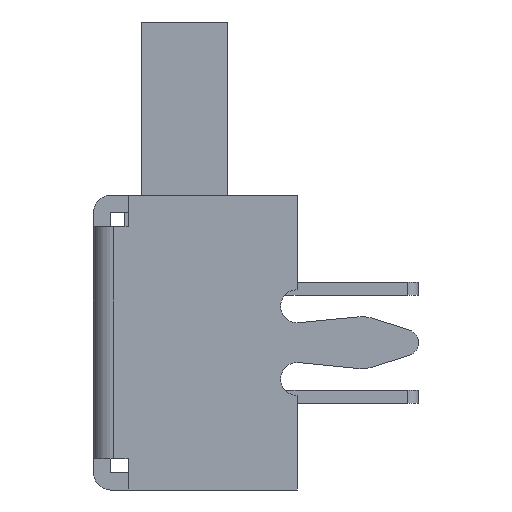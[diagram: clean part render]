
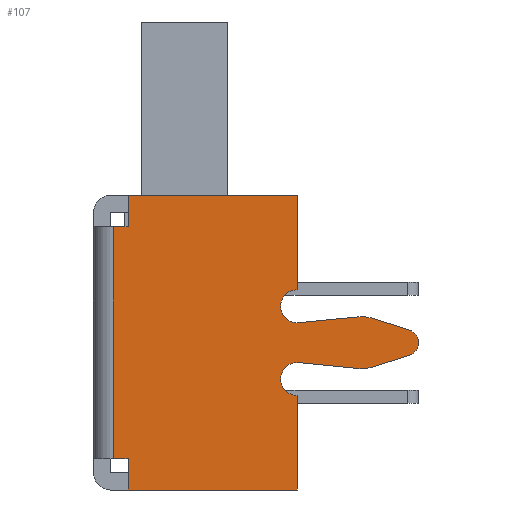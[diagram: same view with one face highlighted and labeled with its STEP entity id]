
A CAD part, left-side view. The second image highlights one B-rep face of the part: STEP entity #107.
In plain terms, the highlighted planar face has unit normal (-1, 0, 0).
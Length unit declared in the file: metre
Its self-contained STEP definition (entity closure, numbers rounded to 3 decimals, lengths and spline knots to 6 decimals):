
#107 = ADVANCED_FACE( '', ( #388 ), #389, .T. );
#388 = FACE_OUTER_BOUND( '', #838, .T. );
#389 = PLANE( '', #839 );
#838 = EDGE_LOOP( '', ( #1699, #1700, #1701, #1702, #1703, #1704, #1705, #1706, #1707, #1708, #1709, #1710, #1711, #1712, #1713, #1714, #1715, #1716, #1717, #1718 ) );
#839 = AXIS2_PLACEMENT_3D( '', #1719, #1720, #1721 );
#1699 = ORIENTED_EDGE( '', *, *, #3456, .T. );
#1700 = ORIENTED_EDGE( '', *, *, #3275, .F. );
#1701 = ORIENTED_EDGE( '', *, *, #3457, .F. );
#1702 = ORIENTED_EDGE( '', *, *, #3458, .F. );
#1703 = ORIENTED_EDGE( '', *, *, #3459, .F. );
#1704 = ORIENTED_EDGE( '', *, *, #3416, .F. );
#1705 = ORIENTED_EDGE( '', *, *, #3230, .F. );
#1706 = ORIENTED_EDGE( '', *, *, #3460, .F. );
#1707 = ORIENTED_EDGE( '', *, *, #3461, .T. );
#1708 = ORIENTED_EDGE( '', *, *, #3462, .T. );
#1709 = ORIENTED_EDGE( '', *, *, #3463, .T. );
#1710 = ORIENTED_EDGE( '', *, *, #3367, .F. );
#1711 = ORIENTED_EDGE( '', *, *, #3387, .T. );
#1712 = ORIENTED_EDGE( '', *, *, #3451, .F. );
#1713 = ORIENTED_EDGE( '', *, *, #3432, .F. );
#1714 = ORIENTED_EDGE( '', *, *, #3345, .T. );
#1715 = ORIENTED_EDGE( '', *, *, #3464, .F. );
#1716 = ORIENTED_EDGE( '', *, *, #3254, .T. );
#1717 = ORIENTED_EDGE( '', *, *, #3465, .T. );
#1718 = ORIENTED_EDGE( '', *, *, #3466, .T. );
#1719 = CARTESIAN_POINT( '', ( -0.0043, -0.000057, -0.0034 ) );
#1720 = DIRECTION( '', ( -1., 0., 0. ) );
#1721 = DIRECTION( '', ( 0., 0., 1. ) );
#3230 = EDGE_CURVE( '', #3895, #3890, #3897, .T. );
#3254 = EDGE_CURVE( '', #3945, #3943, #3946, .T. );
#3275 = EDGE_CURVE( '', #3982, #3977, #3984, .T. );
#3345 = EDGE_CURVE( '', #4111, #4109, #4112, .T. );
#3367 = EDGE_CURVE( '', #4154, #4155, #4156, .T. );
#3387 = EDGE_CURVE( '', #4154, #4190, #4192, .T. );
#3416 = EDGE_CURVE( '', #3890, #4242, #4246, .T. );
#3432 = EDGE_CURVE( '', #4111, #4275, #4276, .T. );
#3451 = EDGE_CURVE( '', #4275, #4190, #4309, .T. );
#3456 = EDGE_CURVE( '', #4315, #3977, #4316, .T. );
#3457 = EDGE_CURVE( '', #4317, #3982, #4318, .T. );
#3458 = EDGE_CURVE( '', #4319, #4317, #4320, .T. );
#3459 = EDGE_CURVE( '', #4242, #4319, #4321, .T. );
#3460 = EDGE_CURVE( '', #4322, #3895, #4323, .T. );
#3461 = EDGE_CURVE( '', #4322, #4324, #4325, .T. );
#3462 = EDGE_CURVE( '', #4324, #4326, #4327, .T. );
#3463 = EDGE_CURVE( '', #4326, #4155, #4328, .T. );
#3464 = EDGE_CURVE( '', #3945, #4109, #4329, .T. );
#3465 = EDGE_CURVE( '', #3943, #4330, #4331, .T. );
#3466 = EDGE_CURVE( '', #4330, #4315, #4332, .T. );
#3890 = VERTEX_POINT( '', #5043 );
#3895 = VERTEX_POINT( '', #5049 );
#3897 = CIRCLE( '', #5052, 0.000762 );
#3943 = VERTEX_POINT( '', #5119 );
#3945 = VERTEX_POINT( '', #5122 );
#3946 = LINE( '', #5123, #5124 );
#3977 = VERTEX_POINT( '', #5173 );
#3982 = VERTEX_POINT( '', #5180 );
#3984 = LINE( '', #5183, #5184 );
#4109 = VERTEX_POINT( '', #5385 );
#4111 = VERTEX_POINT( '', #5388 );
#4112 = LINE( '', #5389, #5390 );
#4154 = VERTEX_POINT( '', #5447 );
#4155 = VERTEX_POINT( '', #5448 );
#4156 = LINE( '', #5449, #5450 );
#4190 = VERTEX_POINT( '', #5501 );
#4192 = LINE( '', #5504, #5505 );
#4242 = VERTEX_POINT( '', #5574 );
#4246 = LINE( '', #5580, #5581 );
#4275 = VERTEX_POINT( '', #5625 );
#4276 = LINE( '', #5626, #5627 );
#4309 = LINE( '', #5672, #5673 );
#4315 = VERTEX_POINT( '', #5682 );
#4316 = LINE( '', #5683, #5684 );
#4317 = VERTEX_POINT( '', #5685 );
#4318 = CIRCLE( '', #5686, 0.000762 );
#4319 = VERTEX_POINT( '', #5687 );
#4320 = LINE( '', #5688, #5689 );
#4321 = CIRCLE( '', #5690, 0.000305 );
#4322 = VERTEX_POINT( '', #5691 );
#4323 = LINE( '', #5692, #5693 );
#4324 = VERTEX_POINT( '', #5694 );
#4325 = LINE( '', #5695, #5696 );
#4326 = VERTEX_POINT( '', #5697 );
#4327 = CIRCLE( '', #5698, 0.000381 );
#4328 = LINE( '', #5699, #5700 );
#4329 = LINE( '', #5701, #5702 );
#4330 = VERTEX_POINT( '', #5703 );
#4331 = LINE( '', #5704, #5705 );
#4332 = CIRCLE( '', #5706, 0.000381 );
#5043 = CARTESIAN_POINT( '', ( -0.0043, -0.006032, 0.000564 ) );
#5049 = CARTESIAN_POINT( '', ( -0.0043, -0.005726, 0.000596 ) );
#5052 = AXIS2_PLACEMENT_3D( '', #6582, #6583, #6584 );
#5119 = CARTESIAN_POINT( '', ( -0.0043, -0.0043, -0.0034 ) );
#5122 = CARTESIAN_POINT( '', ( -0.0043, -0.0004, -0.0034 ) );
#5123 = CARTESIAN_POINT( '', ( -0.0043, -0.0004, -0.0034 ) );
#5124 = VECTOR( '', #6610, 1. );
#5173 = CARTESIAN_POINT( '', ( -0.0043, -0.0043, -0.000457 ) );
#5180 = CARTESIAN_POINT( '', ( -0.0043, -0.005726, -0.000596 ) );
#5183 = CARTESIAN_POINT( '', ( -0.0043, -0.005726, -0.000596 ) );
#5184 = VECTOR( '', #6633, 1. );
#5385 = CARTESIAN_POINT( '', ( -0.0043, -0.0004, -0.002676 ) );
#5388 = CARTESIAN_POINT( '', ( -0.0043, -0.000057, -0.002676 ) );
#5389 = CARTESIAN_POINT( '', ( -0.0043, -0.000057, -0.002676 ) );
#5390 = VECTOR( '', #6711, 1. );
#5447 = CARTESIAN_POINT( '', ( -0.0043, -0.0004, 0.0034 ) );
#5448 = CARTESIAN_POINT( '', ( -0.0043, -0.0043, 0.0034 ) );
#5449 = CARTESIAN_POINT( '', ( -0.0043, -0.0004, 0.0034 ) );
#5450 = VECTOR( '', #6745, 1. );
#5501 = CARTESIAN_POINT( '', ( -0.0043, -0.0004, 0.002676 ) );
#5504 = CARTESIAN_POINT( '', ( -0.0043, -0.0004, 0.0034 ) );
#5505 = VECTOR( '', #6767, 1. );
#5574 = CARTESIAN_POINT( '', ( -0.0043, -0.006888, 0.00029 ) );
#5580 = CARTESIAN_POINT( '', ( -0.0043, -0.006032, 0.000564 ) );
#5581 = VECTOR( '', #6810, 1. );
#5625 = CARTESIAN_POINT( '', ( -0.0043, -0.000057, 0.002676 ) );
#5626 = CARTESIAN_POINT( '', ( -0.0043, -0.000057, -0.002676 ) );
#5627 = VECTOR( '', #6826, 1. );
#5672 = CARTESIAN_POINT( '', ( -0.0043, -0.000057, 0.002676 ) );
#5673 = VECTOR( '', #6857, 1. );
#5682 = CARTESIAN_POINT( '', ( -0.0043, -0.0043, -0.000459 ) );
#5683 = CARTESIAN_POINT( '', ( -0.0043, -0.0043, -0.000459 ) );
#5684 = VECTOR( '', #6864, 1. );
#5685 = CARTESIAN_POINT( '', ( -0.0043, -0.006032, -0.000564 ) );
#5686 = AXIS2_PLACEMENT_3D( '', #6865, #6866, #6867 );
#5687 = CARTESIAN_POINT( '', ( -0.0043, -0.006888, -0.00029 ) );
#5688 = CARTESIAN_POINT( '', ( -0.0043, -0.006888, -0.00029 ) );
#5689 = VECTOR( '', #6868, 1. );
#5690 = AXIS2_PLACEMENT_3D( '', #6869, #6870, #6871 );
#5691 = CARTESIAN_POINT( '', ( -0.0043, -0.0043, 0.000457 ) );
#5692 = CARTESIAN_POINT( '', ( -0.0043, -0.0043, 0.000457 ) );
#5693 = VECTOR( '', #6872, 1. );
#5694 = CARTESIAN_POINT( '', ( -0.0043, -0.0043, 0.000459 ) );
#5695 = CARTESIAN_POINT( '', ( -0.0043, -0.0043, 0.000457 ) );
#5696 = VECTOR( '', #6873, 1. );
#5697 = CARTESIAN_POINT( '', ( -0.0043, -0.0043, 0.001221 ) );
#5698 = AXIS2_PLACEMENT_3D( '', #6874, #6875, #6876 );
#5699 = CARTESIAN_POINT( '', ( -0.0043, -0.0043, 0.001221 ) );
#5700 = VECTOR( '', #6877, 1. );
#5701 = CARTESIAN_POINT( '', ( -0.0043, -0.0004, -0.0034 ) );
#5702 = VECTOR( '', #6878, 1. );
#5703 = CARTESIAN_POINT( '', ( -0.0043, -0.0043, -0.001221 ) );
#5704 = CARTESIAN_POINT( '', ( -0.0043, -0.0043, -0.0034 ) );
#5705 = VECTOR( '', #6879, 1. );
#5706 = AXIS2_PLACEMENT_3D( '', #6880, #6881, #6882 );
#6582 = CARTESIAN_POINT( '', ( -0.0043, -0.0058, -0.000162 ) );
#6583 = DIRECTION( '', ( 1., 0., 0. ) );
#6584 = DIRECTION( '', ( 0., 0.097, 0.995 ) );
#6610 = DIRECTION( '', ( 0., -1., 0. ) );
#6633 = DIRECTION( '', ( 0., 0.995, 0.097 ) );
#6711 = DIRECTION( '', ( 0., -1., 0. ) );
#6745 = DIRECTION( '', ( 0., -1., 0. ) );
#6767 = DIRECTION( '', ( 0., 0., -1. ) );
#6810 = DIRECTION( '', ( 0., -0.953, -0.304 ) );
#6826 = DIRECTION( '', ( 0., 0., 1. ) );
#6857 = DIRECTION( '', ( 0., -1., 0. ) );
#6864 = DIRECTION( '', ( 0., 0., 1. ) );
#6865 = CARTESIAN_POINT( '', ( -0.0043, -0.0058, 0.000162 ) );
#6866 = DIRECTION( '', ( 1., 0., 0. ) );
#6867 = DIRECTION( '', ( 0., -0.304, -0.953 ) );
#6868 = DIRECTION( '', ( 0., 0.953, -0.304 ) );
#6869 = CARTESIAN_POINT( '', ( -0.0043, -0.006795, 0. ) );
#6870 = DIRECTION( '', ( 1., 0., 0. ) );
#6871 = DIRECTION( '', ( 0., -0.304, 0.953 ) );
#6872 = DIRECTION( '', ( 0., -0.995, 0.097 ) );
#6873 = DIRECTION( '', ( 0., 0., 1. ) );
#6874 = CARTESIAN_POINT( '', ( -0.0043, -0.0043, 0.00084 ) );
#6875 = DIRECTION( '', ( 1., 0., 0. ) );
#6876 = DIRECTION( '', ( 0., 0., -1. ) );
#6877 = DIRECTION( '', ( 0., 0., 1. ) );
#6878 = DIRECTION( '', ( 0., 0., 1. ) );
#6879 = DIRECTION( '', ( 0., 0., 1. ) );
#6880 = CARTESIAN_POINT( '', ( -0.0043, -0.0043, -0.00084 ) );
#6881 = DIRECTION( '', ( 1., 0., 0. ) );
#6882 = DIRECTION( '', ( 0., 0., -1. ) );
